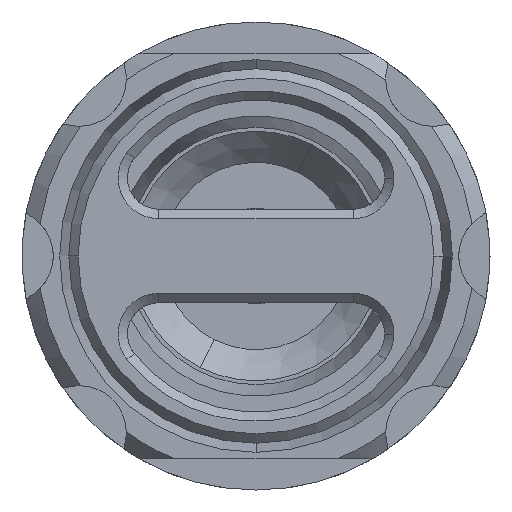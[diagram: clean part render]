
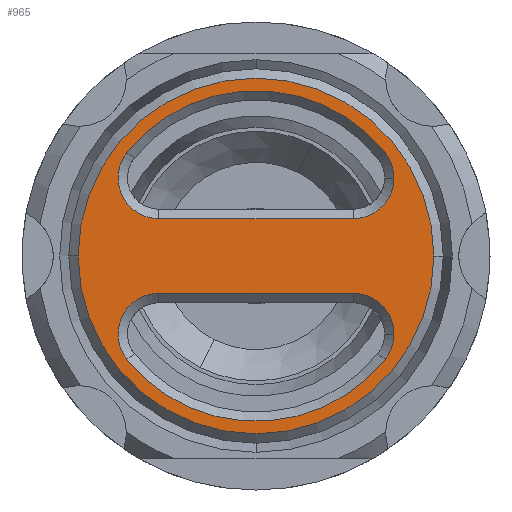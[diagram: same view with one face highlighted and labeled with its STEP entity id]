
A CAD part, front view. The second image highlights one B-rep face of the part: STEP entity #965.
In plain terms, the highlighted planar face has unit normal (0, -1, 0).
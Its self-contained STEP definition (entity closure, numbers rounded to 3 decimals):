
#8 = DIRECTION ( 'NONE',  ( 0., 1., 0. ) ) ;
#67 = DIRECTION ( 'NONE',  ( 1., 0., 0. ) ) ;
#99 = CIRCLE ( 'NONE', #611, 5.3 ) ;
#219 = AXIS2_PLACEMENT_3D ( 'NONE', #2474, #1018, #985 ) ;
#236 = DIRECTION ( 'NONE',  ( 1., 0., 0. ) ) ;
#318 = DIRECTION ( 'NONE',  ( 1., 0., 0. ) ) ;
#338 = DIRECTION ( 'NONE',  ( 0., 1., 0. ) ) ;
#344 = CARTESIAN_POINT ( 'NONE',  ( 3.122, -2., -1.2 ) ) ;
#405 = CARTESIAN_POINT ( 'NONE',  ( -3.122, -2., 1.2 ) ) ;
#412 = EDGE_LOOP ( 'NONE', ( #3275, #6194 ) ) ;
#474 = DIRECTION ( 'NONE',  ( 1., 0., 0. ) ) ;
#509 = CIRCLE ( 'NONE', #5127, 5.7 ) ;
#521 = ORIENTED_EDGE ( 'NONE', *, *, #5730, .T. ) ;
#611 = AXIS2_PLACEMENT_3D ( 'NONE', #5579, #2676, #236 ) ;
#837 = VERTEX_POINT ( 'NONE', #4672 ) ;
#857 = CARTESIAN_POINT ( 'NONE',  ( 4.137, -2., -3.313 ) ) ;
#859 = ORIENTED_EDGE ( 'NONE', *, *, #1289, .T. ) ;
#930 = AXIS2_PLACEMENT_3D ( 'NONE', #4977, #8, #1096 ) ;
#941 = CARTESIAN_POINT ( 'NONE',  ( 3.122, -2., 1.2 ) ) ;
#943 = CIRCLE ( 'NONE', #4343, 1.3 ) ;
#965 = ADVANCED_FACE ( 'NONE', ( #5317, #4716, #3884 ), #5822, .T. ) ;
#985 = DIRECTION ( 'NONE',  ( 1., 0., 0. ) ) ;
#994 = EDGE_CURVE ( 'NONE', #6030, #1966, #2991, .T. ) ;
#1018 = DIRECTION ( 'NONE',  ( 0., 1., 0. ) ) ;
#1096 = DIRECTION ( 'NONE',  ( 1., 0., 0. ) ) ;
#1137 = ORIENTED_EDGE ( 'NONE', *, *, #5305, .T. ) ;
#1289 = EDGE_CURVE ( 'NONE', #837, #4006, #3701, .T. ) ;
#1360 = VERTEX_POINT ( 'NONE', #3893 ) ;
#1391 = EDGE_CURVE ( 'NONE', #1966, #2699, #4727, .T. ) ;
#1617 = CARTESIAN_POINT ( 'NONE',  ( 4.422, -2., -2.5 ) ) ;
#1664 = CARTESIAN_POINT ( 'NONE',  ( -3.122, -2., 2.5 ) ) ;
#1696 = DIRECTION ( 'NONE',  ( -1., 0., 0. ) ) ;
#1783 = DIRECTION ( 'NONE',  ( 1., 0., 0. ) ) ;
#1827 = CARTESIAN_POINT ( 'NONE',  ( 0., -2., 0. ) ) ;
#1936 = EDGE_CURVE ( 'NONE', #3268, #1360, #509, .T. ) ;
#1966 = VERTEX_POINT ( 'NONE', #1617 ) ;
#2133 = EDGE_CURVE ( 'NONE', #3963, #837, #2570, .T. ) ;
#2137 = AXIS2_PLACEMENT_3D ( 'NONE', #4691, #3770, #1783 ) ;
#2143 = VECTOR ( 'NONE', #4268, 1000. ) ;
#2212 = DIRECTION ( 'NONE',  ( 1., 0., 0. ) ) ;
#2260 = AXIS2_PLACEMENT_3D ( 'NONE', #1827, #5760, #2212 ) ;
#2368 = EDGE_CURVE ( 'NONE', #2699, #2413, #99, .T. ) ;
#2406 = ORIENTED_EDGE ( 'NONE', *, *, #3927, .T. ) ;
#2413 = VERTEX_POINT ( 'NONE', #4281 ) ;
#2436 = VERTEX_POINT ( 'NONE', #3257 ) ;
#2474 = CARTESIAN_POINT ( 'NONE',  ( 3.122, -2., -2.5 ) ) ;
#2570 = CIRCLE ( 'NONE', #930, 1.3 ) ;
#2676 = DIRECTION ( 'NONE',  ( 0., 1., 0. ) ) ;
#2699 = VERTEX_POINT ( 'NONE', #857 ) ;
#2742 = CARTESIAN_POINT ( 'NONE',  ( 0., -2., 1.2 ) ) ;
#2759 = DIRECTION ( 'NONE',  ( 0., -1., 0. ) ) ;
#2870 = CARTESIAN_POINT ( 'NONE',  ( -5.7, -2., 0. ) ) ;
#2874 = VERTEX_POINT ( 'NONE', #405 ) ;
#2974 = DIRECTION ( 'NONE',  ( 1., 0., 0. ) ) ;
#2991 = CIRCLE ( 'NONE', #219, 1.3 ) ;
#2993 = DIRECTION ( 'NONE',  ( 1., 0., 0. ) ) ;
#3034 = EDGE_CURVE ( 'NONE', #2874, #6041, #3381, .T. ) ;
#3102 = EDGE_CURVE ( 'NONE', #4006, #2874, #5208, .T. ) ;
#3121 = CARTESIAN_POINT ( 'NONE',  ( -4.137, -2., 3.313 ) ) ;
#3123 = CARTESIAN_POINT ( 'NONE',  ( 3.122, -2., -2.5 ) ) ;
#3127 = VECTOR ( 'NONE', #1696, 1000. ) ;
#3244 = LINE ( 'NONE', #344, #2143 ) ;
#3257 = CARTESIAN_POINT ( 'NONE',  ( -3.122, -2., -1.2 ) ) ;
#3268 = VERTEX_POINT ( 'NONE', #2870 ) ;
#3275 = ORIENTED_EDGE ( 'NONE', *, *, #1936, .T. ) ;
#3356 = DIRECTION ( 'NONE',  ( 1., 0., 0. ) ) ;
#3381 = CIRCLE ( 'NONE', #5617, 1.3 ) ;
#3405 = AXIS2_PLACEMENT_3D ( 'NONE', #3408, #2759, #318 ) ;
#3408 = CARTESIAN_POINT ( 'NONE',  ( 0., -2., 0. ) ) ;
#3419 = CARTESIAN_POINT ( 'NONE',  ( 4.137, -2., 3.313 ) ) ;
#3435 = EDGE_LOOP ( 'NONE', ( #1137, #6074, #859, #6111, #5925 ) ) ;
#3701 = CIRCLE ( 'NONE', #5540, 1.3 ) ;
#3770 = DIRECTION ( 'NONE',  ( 0., 1., 0. ) ) ;
#3837 = DIRECTION ( 'NONE',  ( 0., 1., 0. ) ) ;
#3864 = CARTESIAN_POINT ( 'NONE',  ( 3.122, -2., 2.5 ) ) ;
#3884 = FACE_OUTER_BOUND ( 'NONE', #412, .T. ) ;
#3893 = CARTESIAN_POINT ( 'NONE',  ( 5.7, -2., 0. ) ) ;
#3927 = EDGE_CURVE ( 'NONE', #2413, #2436, #943, .T. ) ;
#3963 = VERTEX_POINT ( 'NONE', #3419 ) ;
#4002 = CIRCLE ( 'NONE', #2260, 5.7 ) ;
#4006 = VERTEX_POINT ( 'NONE', #941 ) ;
#4241 = ORIENTED_EDGE ( 'NONE', *, *, #2368, .T. ) ;
#4268 = DIRECTION ( 'NONE',  ( 1., 0., 0. ) ) ;
#4281 = CARTESIAN_POINT ( 'NONE',  ( -4.137, -2., -3.312 ) ) ;
#4343 = AXIS2_PLACEMENT_3D ( 'NONE', #4825, #338, #3356 ) ;
#4516 = EDGE_CURVE ( 'NONE', #1360, #3268, #4002, .T. ) ;
#4672 = CARTESIAN_POINT ( 'NONE',  ( 4.422, -2., 2.5 ) ) ;
#4691 = CARTESIAN_POINT ( 'NONE',  ( 0., -2., 0. ) ) ;
#4716 = FACE_BOUND ( 'NONE', #5160, .T. ) ;
#4727 = CIRCLE ( 'NONE', #4824, 1.3 ) ;
#4824 = AXIS2_PLACEMENT_3D ( 'NONE', #3123, #5893, #2993 ) ;
#4825 = CARTESIAN_POINT ( 'NONE',  ( -3.122, -2., -2.5 ) ) ;
#4971 = CARTESIAN_POINT ( 'NONE',  ( 3.122, -2., -1.2 ) ) ;
#4977 = CARTESIAN_POINT ( 'NONE',  ( 3.122, -2., 2.5 ) ) ;
#4979 = CARTESIAN_POINT ( 'NONE',  ( 0., -2., 0. ) ) ;
#5000 = CIRCLE ( 'NONE', #2137, 5.3 ) ;
#5012 = DIRECTION ( 'NONE',  ( 0., -1., 0. ) ) ;
#5127 = AXIS2_PLACEMENT_3D ( 'NONE', #4979, #5012, #67 ) ;
#5160 = EDGE_LOOP ( 'NONE', ( #521, #5485, #5436, #4241, #2406 ) ) ;
#5208 = LINE ( 'NONE', #2742, #3127 ) ;
#5305 = EDGE_CURVE ( 'NONE', #6041, #3963, #5000, .T. ) ;
#5317 = FACE_BOUND ( 'NONE', #3435, .T. ) ;
#5436 = ORIENTED_EDGE ( 'NONE', *, *, #1391, .T. ) ;
#5485 = ORIENTED_EDGE ( 'NONE', *, *, #994, .T. ) ;
#5540 = AXIS2_PLACEMENT_3D ( 'NONE', #3864, #3837, #474 ) ;
#5562 = DIRECTION ( 'NONE',  ( 0., 1., 0. ) ) ;
#5579 = CARTESIAN_POINT ( 'NONE',  ( 0., -2., 0. ) ) ;
#5617 = AXIS2_PLACEMENT_3D ( 'NONE', #1664, #5562, #2974 ) ;
#5730 = EDGE_CURVE ( 'NONE', #2436, #6030, #3244, .T. ) ;
#5760 = DIRECTION ( 'NONE',  ( 0., -1., 0. ) ) ;
#5822 = PLANE ( 'NONE',  #3405 ) ;
#5893 = DIRECTION ( 'NONE',  ( 0., 1., 0. ) ) ;
#5925 = ORIENTED_EDGE ( 'NONE', *, *, #3034, .T. ) ;
#6030 = VERTEX_POINT ( 'NONE', #4971 ) ;
#6041 = VERTEX_POINT ( 'NONE', #3121 ) ;
#6074 = ORIENTED_EDGE ( 'NONE', *, *, #2133, .T. ) ;
#6111 = ORIENTED_EDGE ( 'NONE', *, *, #3102, .T. ) ;
#6194 = ORIENTED_EDGE ( 'NONE', *, *, #4516, .T. ) ;
